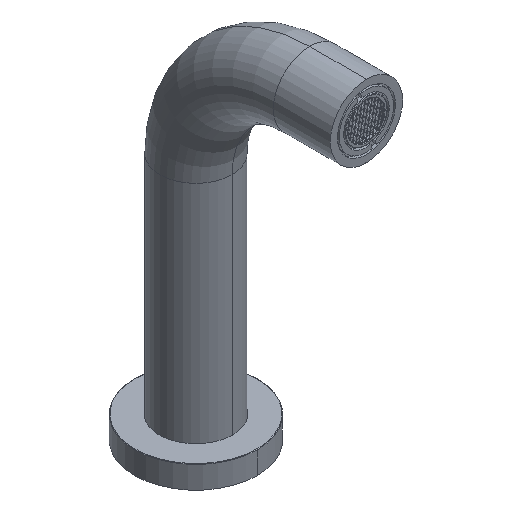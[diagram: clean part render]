
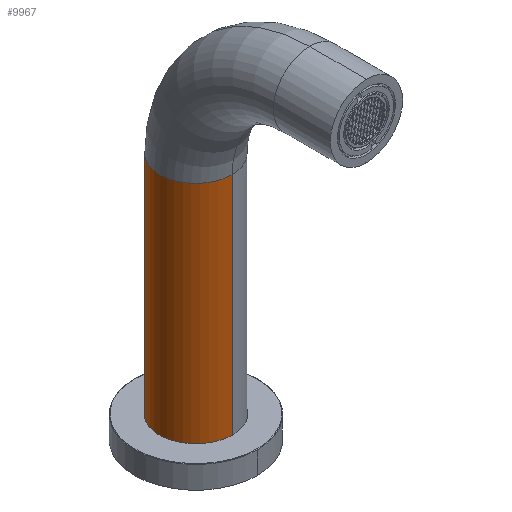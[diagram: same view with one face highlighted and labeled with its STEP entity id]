
A CAD part, isometric view. The second image highlights one B-rep face of the part: STEP entity #9967.
In plain terms, the highlighted cylindrical face has radius 15.9 mm (diameter 31.8 mm), a partial arc.
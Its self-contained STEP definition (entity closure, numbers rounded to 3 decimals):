
#166 = CYLINDRICAL_SURFACE ( 'NONE', #7104, 15.9 ) ;
#227 = CARTESIAN_POINT ( 'NONE',  ( 0., 0., 8. ) ) ;
#1436 = VERTEX_POINT ( 'NONE', #21839 ) ;
#1741 = DIRECTION ( 'NONE',  ( 0., 0., -1. ) ) ;
#3306 = EDGE_CURVE ( 'NONE', #1436, #23628, #14212, .T. ) ;
#3963 = FACE_OUTER_BOUND ( 'NONE', #24081, .T. ) ;
#4525 = EDGE_CURVE ( 'NONE', #23628, #9881, #12945, .T. ) ;
#5116 = CARTESIAN_POINT ( 'NONE',  ( 0., -15.9, 109. ) ) ;
#5198 = DIRECTION ( 'NONE',  ( -1., 0., 0. ) ) ;
#5289 = DIRECTION ( 'NONE',  ( 0., 0., -1. ) ) ;
#7104 = AXIS2_PLACEMENT_3D ( 'NONE', #12456, #23963, #14560 ) ;
#7408 = CARTESIAN_POINT ( 'NONE',  ( 0., 0., 109. ) ) ;
#8254 = VERTEX_POINT ( 'NONE', #13689 ) ;
#9193 = DIRECTION ( 'NONE',  ( 0., 0., -1. ) ) ;
#9297 = ORIENTED_EDGE ( 'NONE', *, *, #17009, .F. ) ;
#9881 = VERTEX_POINT ( 'NONE', #18215 ) ;
#9967 = ADVANCED_FACE ( 'NONE', ( #3963 ), #166, .T. ) ;
#10255 = AXIS2_PLACEMENT_3D ( 'NONE', #7408, #1741, #5198 ) ;
#11428 = DIRECTION ( 'NONE',  ( -1., 0., 0. ) ) ;
#12362 = VECTOR ( 'NONE', #9193, 1000. ) ;
#12456 = CARTESIAN_POINT ( 'NONE',  ( 0., 0., 109. ) ) ;
#12945 = LINE ( 'NONE', #14698, #24095 ) ;
#13542 = DIRECTION ( 'NONE',  ( 0., 0., -1. ) ) ;
#13689 = CARTESIAN_POINT ( 'NONE',  ( 0., -15.9, 8. ) ) ;
#14131 = ORIENTED_EDGE ( 'NONE', *, *, #4525, .T. ) ;
#14212 = CIRCLE ( 'NONE', #10255, 15.9 ) ;
#14560 = DIRECTION ( 'NONE',  ( 0., 1., 0. ) ) ;
#14698 = CARTESIAN_POINT ( 'NONE',  ( 0., 15.9, 109. ) ) ;
#17009 = EDGE_CURVE ( 'NONE', #1436, #8254, #18610, .T. ) ;
#17653 = EDGE_CURVE ( 'NONE', #8254, #9881, #20275, .T. ) ;
#18215 = CARTESIAN_POINT ( 'NONE',  ( 0., 15.9, 8. ) ) ;
#18610 = LINE ( 'NONE', #5116, #12362 ) ;
#18687 = AXIS2_PLACEMENT_3D ( 'NONE', #227, #13542, #11428 ) ;
#20033 = ORIENTED_EDGE ( 'NONE', *, *, #3306, .T. ) ;
#20275 = CIRCLE ( 'NONE', #18687, 15.9 ) ;
#20349 = ORIENTED_EDGE ( 'NONE', *, *, #17653, .F. ) ;
#21531 = CARTESIAN_POINT ( 'NONE',  ( 0., 15.9, 109. ) ) ;
#21839 = CARTESIAN_POINT ( 'NONE',  ( 0., -15.9, 109. ) ) ;
#23628 = VERTEX_POINT ( 'NONE', #21531 ) ;
#23963 = DIRECTION ( 'NONE',  ( 0., 0., -1. ) ) ;
#24081 = EDGE_LOOP ( 'NONE', ( #9297, #20033, #14131, #20349 ) ) ;
#24095 = VECTOR ( 'NONE', #5289, 1000. ) ;
